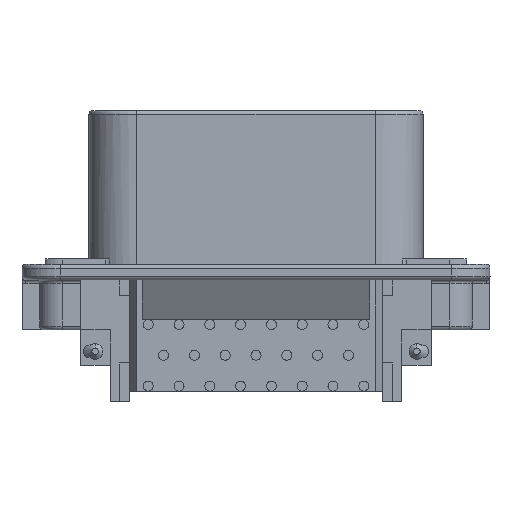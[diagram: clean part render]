
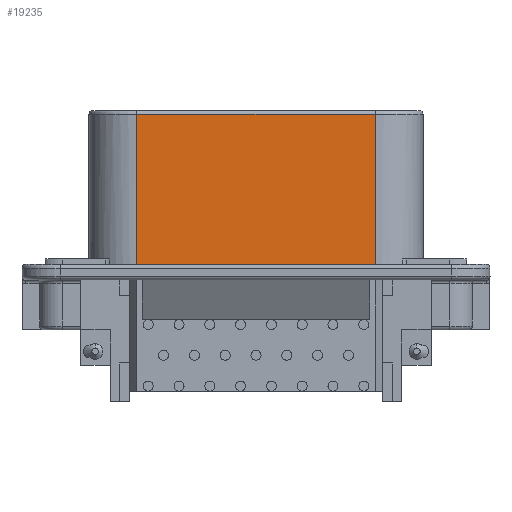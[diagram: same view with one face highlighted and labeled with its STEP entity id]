
A CAD part, front view. The second image highlights one B-rep face of the part: STEP entity #19235.
In plain terms, the highlighted planar face has unit normal (0, -1, 0).
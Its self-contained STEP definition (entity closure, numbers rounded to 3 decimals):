
#4667=DIRECTION('',(1.,0.,0.));
#4668=VECTOR('',#4667,31.);
#4669=CARTESIAN_POINT('',(-15.5,-11.8,-0.5));
#4670=LINE('',#4669,#4668);
#4671=DIRECTION('',(0.,0.,1.));
#4672=VECTOR('',#4671,19.5);
#4673=CARTESIAN_POINT('',(15.5,-11.8,-20.));
#4674=LINE('',#4673,#4672);
#4675=DIRECTION('',(-1.,0.,0.));
#4676=VECTOR('',#4675,31.);
#4677=CARTESIAN_POINT('',(15.5,-11.8,-20.));
#4678=LINE('',#4677,#4676);
#4694=DIRECTION('',(0.,0.,1.));
#4695=VECTOR('',#4694,19.5);
#4696=CARTESIAN_POINT('',(-15.5,-11.8,-20.));
#4697=LINE('',#4696,#4695);
#11468=CARTESIAN_POINT('',(15.5,-11.8,-20.));
#11469=CARTESIAN_POINT('',(-15.5,-11.8,-20.));
#11470=VERTEX_POINT('',#11468);
#11471=VERTEX_POINT('',#11469);
#13398=CARTESIAN_POINT('',(15.5,-11.8,-0.5));
#13399=VERTEX_POINT('',#13398);
#13402=CARTESIAN_POINT('',(-15.5,-11.8,-0.5));
#13403=VERTEX_POINT('',#13402);
#19222=CARTESIAN_POINT('',(15.5,-11.8,-20.));
#19223=DIRECTION('',(0.,-1.,0.));
#19224=DIRECTION('',(0.,0.,1.));
#19225=AXIS2_PLACEMENT_3D('',#19222,#19223,#19224);
#19226=PLANE('',#19225);
#19228=ORIENTED_EDGE('',*,*,#19227,.T.);
#19229=ORIENTED_EDGE('',*,*,#19127,.F.);
#19230=ORIENTED_EDGE('',*,*,#15106,.T.);
#19232=ORIENTED_EDGE('',*,*,#19231,.T.);
#19233=EDGE_LOOP('',(#19228,#19229,#19230,#19232));
#19234=FACE_OUTER_BOUND('',#19233,.F.);
#15106=EDGE_CURVE('',#11470,#11471,#4678,.T.);
#19127=EDGE_CURVE('',#11470,#13399,#4674,.T.);
#19227=EDGE_CURVE('',#13403,#13399,#4670,.T.);
#19231=EDGE_CURVE('',#11471,#13403,#4697,.T.);
#19235=ADVANCED_FACE('',(#19234),#19226,.T.);
